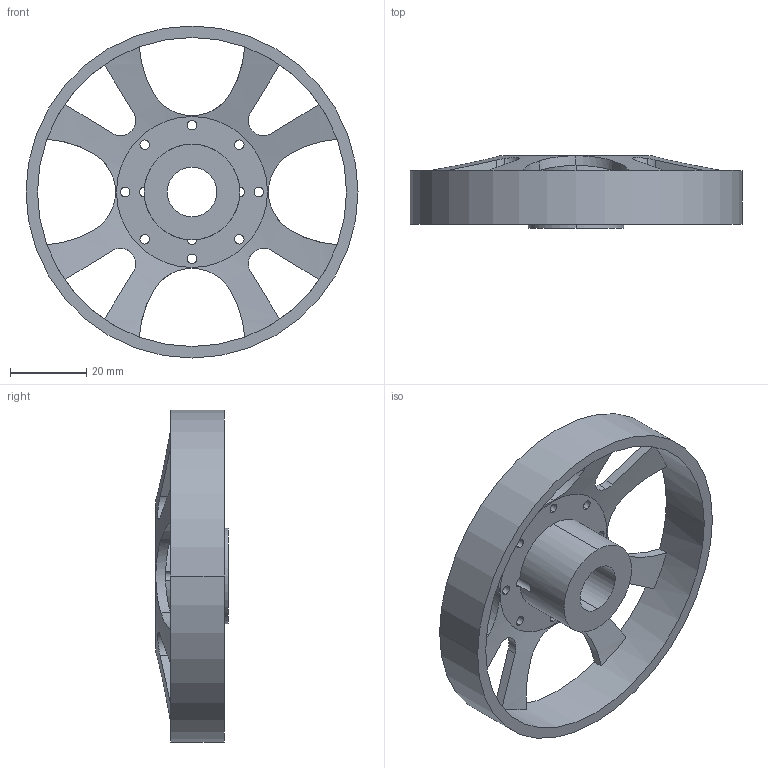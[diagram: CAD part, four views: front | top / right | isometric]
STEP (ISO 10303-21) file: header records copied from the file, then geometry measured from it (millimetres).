
FILE_DESCRIPTION (( 'STEP AP203' ), '1' );
FILE_NAME ('DYS-BLDC-86x10-BE8108-12-rotor_Default_sldprt.STEP', '2016-11-29T01:06:56', ( 'Alexander' ), ( '' ), 'SwSTEP 2.0', 'SolidWorks 2015', '' );
FILE_SCHEMA (( 'CONFIG_CONTROL_DESIGN' ));
Length unit declared in the file: millimetre
Products named in the file (1): DYS-BLDC-86x10-BE8108-12-rotor_Default_sldprt
Bounding box: 86.9 x 18.9 x 86.9 mm (x, y, z)
Volume: 23259.1 mm3; surface area: 17041.8 mm2
Topology: 1 solids, 1 shells, 71 faces, 233 edges, 148 vertices
Faces by surface type: cylinder 49, plane 16, cone 6
Entity records: 3236 total; most frequent: CARTESIAN_POINT 1075, ORIENTED_EDGE 466, DIRECTION 421, EDGE_CURVE 233, AXIS2_PLACEMENT_3D 174, VERTEX_POINT 148, CIRCLE 102, EDGE_LOOP 95
